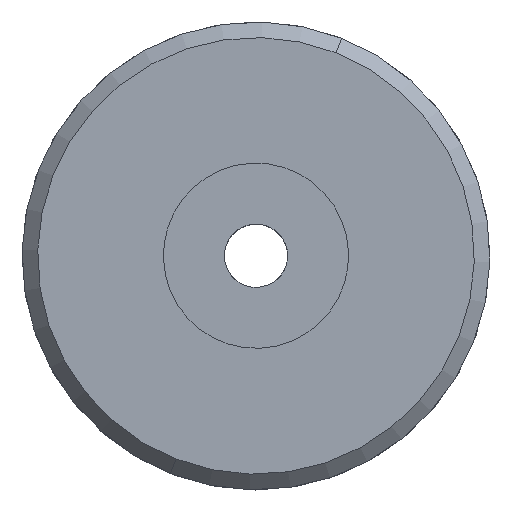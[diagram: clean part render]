
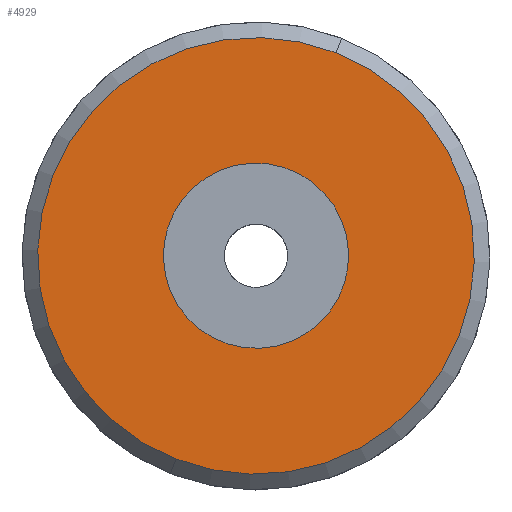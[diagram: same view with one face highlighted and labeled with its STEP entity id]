
A CAD part, top view. The second image highlights one B-rep face of the part: STEP entity #4929.
In plain terms, the highlighted face is planar.
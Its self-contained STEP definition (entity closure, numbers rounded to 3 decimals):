
#138 = ORIENTED_EDGE ( 'NONE', *, *, #9270, .F. ) ;
#977 = AXIS2_PLACEMENT_3D ( 'NONE', #14885, #9935, #4304 ) ;
#1238 = AXIS2_PLACEMENT_3D ( 'NONE', #5465, #12498, #8950 ) ;
#1524 = AXIS2_PLACEMENT_3D ( 'NONE', #3853, #13124, #2544 ) ;
#1774 = VERTEX_POINT ( 'NONE', #6761 ) ;
#2018 = CIRCLE ( 'NONE', #5949, 3.25 ) ;
#2289 = EDGE_LOOP ( 'NONE', ( #6652, #12298 ) ) ;
#2544 = DIRECTION ( 'NONE',  ( 0., 0., 1. ) ) ;
#2620 = FACE_OUTER_BOUND ( 'NONE', #2289, .T. ) ;
#2977 = EDGE_CURVE ( 'NONE', #5675, #6478, #11586, .T. ) ;
#3853 = CARTESIAN_POINT ( 'NONE',  ( 0., 2., 0. ) ) ;
#3995 = EDGE_CURVE ( 'NONE', #6478, #5675, #6405, .T. ) ;
#4304 = DIRECTION ( 'NONE',  ( 0., 0., 1. ) ) ;
#4467 = EDGE_CURVE ( 'NONE', #9365, #1774, #2018, .T. ) ;
#4778 = EDGE_LOOP ( 'NONE', ( #138, #7421 ) ) ;
#4929 = ADVANCED_FACE ( 'NONE', ( #2620, #10804 ), #8413, .T. ) ;
#4958 = CARTESIAN_POINT ( 'NONE',  ( 0., 2., 0. ) ) ;
#5465 = CARTESIAN_POINT ( 'NONE',  ( 0., 2., 0. ) ) ;
#5675 = VERTEX_POINT ( 'NONE', #13144 ) ;
#5745 = DIRECTION ( 'NONE',  ( 0., 0., 1. ) ) ;
#5949 = AXIS2_PLACEMENT_3D ( 'NONE', #9150, #9374, #5745 ) ;
#6405 = CIRCLE ( 'NONE', #1238, 22.4 ) ;
#6478 = VERTEX_POINT ( 'NONE', #13937 ) ;
#6652 = ORIENTED_EDGE ( 'NONE', *, *, #3995, .T. ) ;
#6761 = CARTESIAN_POINT ( 'NONE',  ( 0., 2., -3.25 ) ) ;
#7369 = CIRCLE ( 'NONE', #977, 3.25 ) ;
#7421 = ORIENTED_EDGE ( 'NONE', *, *, #4467, .F. ) ;
#8413 = PLANE ( 'NONE',  #1524 ) ;
#8950 = DIRECTION ( 'NONE',  ( 0., 0., 1. ) ) ;
#9150 = CARTESIAN_POINT ( 'NONE',  ( 0., 2., 0. ) ) ;
#9270 = EDGE_CURVE ( 'NONE', #1774, #9365, #7369, .T. ) ;
#9365 = VERTEX_POINT ( 'NONE', #13100 ) ;
#9374 = DIRECTION ( 'NONE',  ( 0., 1., 0. ) ) ;
#9935 = DIRECTION ( 'NONE',  ( 0., 1., 0. ) ) ;
#10804 = FACE_BOUND ( 'NONE', #4778, .T. ) ;
#10832 = DIRECTION ( 'NONE',  ( 0., 0., 1. ) ) ;
#10903 = DIRECTION ( 'NONE',  ( 0., 1., 0. ) ) ;
#11090 = AXIS2_PLACEMENT_3D ( 'NONE', #4958, #10903, #10832 ) ;
#11586 = CIRCLE ( 'NONE', #11090, 22.4 ) ;
#12298 = ORIENTED_EDGE ( 'NONE', *, *, #2977, .T. ) ;
#12498 = DIRECTION ( 'NONE',  ( 0., 1., 0. ) ) ;
#13100 = CARTESIAN_POINT ( 'NONE',  ( 0., 2., 3.25 ) ) ;
#13124 = DIRECTION ( 'NONE',  ( 0., 1., 0. ) ) ;
#13144 = CARTESIAN_POINT ( 'NONE',  ( 0., 2., 22.4 ) ) ;
#13937 = CARTESIAN_POINT ( 'NONE',  ( 0., 2., -22.4 ) ) ;
#14885 = CARTESIAN_POINT ( 'NONE',  ( 0., 2., 0. ) ) ;
